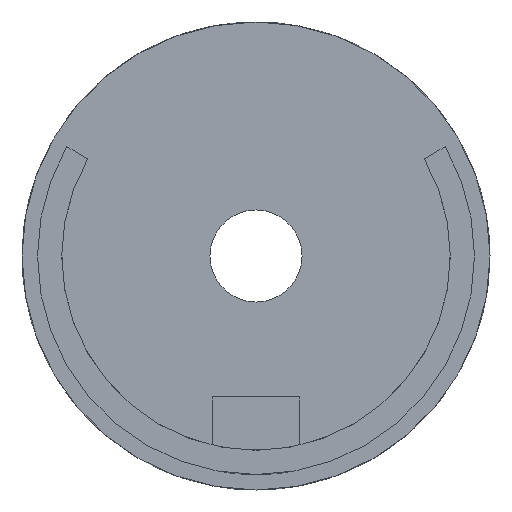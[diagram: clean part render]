
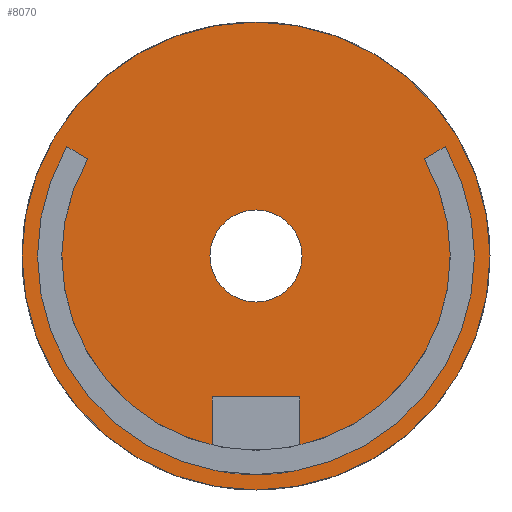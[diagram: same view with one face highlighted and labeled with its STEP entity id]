
A CAD part, front view. The second image highlights one B-rep face of the part: STEP entity #8070.
In plain terms, the highlighted planar face has unit normal (0, -1, 0).
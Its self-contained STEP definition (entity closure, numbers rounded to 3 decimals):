
#23 = VERTEX_POINT ( 'NONE', #3925 ) ;
#123 = EDGE_CURVE ( 'NONE', #10940, #23, #4000, .T. ) ;
#225 = VECTOR ( 'NONE', #4979, 1000. ) ;
#518 = ORIENTED_EDGE ( 'NONE', *, *, #123, .F. ) ;
#631 = CIRCLE ( 'NONE', #12107, 4.75 ) ;
#798 = CIRCLE ( 'NONE', #12221, 20.05 ) ;
#904 = CARTESIAN_POINT ( 'NONE',  ( -19.529, 0., 11.275 ) ) ;
#930 = CARTESIAN_POINT ( 'NONE',  ( 17.364, 0., 10.025 ) ) ;
#932 = EDGE_CURVE ( 'NONE', #11641, #5609, #3307, .T. ) ;
#1004 = VERTEX_POINT ( 'NONE', #930 ) ;
#1039 = VERTEX_POINT ( 'NONE', #12618 ) ;
#1169 = EDGE_CURVE ( 'NONE', #5609, #2551, #9271, .T. ) ;
#1563 = AXIS2_PLACEMENT_3D ( 'NONE', #13020, #5344, #1994 ) ;
#1851 = DIRECTION ( 'NONE',  ( 0., 1., 0. ) ) ;
#1854 = CARTESIAN_POINT ( 'NONE',  ( 0., 0., 0. ) ) ;
#1917 = CIRCLE ( 'NONE', #6153, 24.15 ) ;
#1929 = CIRCLE ( 'NONE', #13550, 24.15 ) ;
#1994 = DIRECTION ( 'NONE',  ( 0., 0., -1. ) ) ;
#2090 = CARTESIAN_POINT ( 'NONE',  ( -4.5, 0., -19.538 ) ) ;
#2094 = CARTESIAN_POINT ( 'NONE',  ( 0., 0., -4.75 ) ) ;
#2429 = EDGE_CURVE ( 'NONE', #1004, #8675, #6076, .T. ) ;
#2551 = VERTEX_POINT ( 'NONE', #2090 ) ;
#2581 = DIRECTION ( 'NONE',  ( 0., 0., -1. ) ) ;
#2665 = AXIS2_PLACEMENT_3D ( 'NONE', #1854, #13742, #7196 ) ;
#2887 = EDGE_LOOP ( 'NONE', ( #4502, #13323 ) ) ;
#2921 = FACE_BOUND ( 'NONE', #2887, .T. ) ;
#3206 = DIRECTION ( 'NONE',  ( 0., 0., -1. ) ) ;
#3307 = LINE ( 'NONE', #12919, #13704 ) ;
#3925 = CARTESIAN_POINT ( 'NONE',  ( 19.529, 0., 11.275 ) ) ;
#3954 = FACE_BOUND ( 'NONE', #13143, .T. ) ;
#4000 = CIRCLE ( 'NONE', #1563, 22.55 ) ;
#4012 = EDGE_CURVE ( 'NONE', #8675, #11641, #11195, .T. ) ;
#4057 = LINE ( 'NONE', #904, #9517 ) ;
#4195 = DIRECTION ( 'NONE',  ( 0., 0., 1. ) ) ;
#4229 = AXIS2_PLACEMENT_3D ( 'NONE', #13878, #1851, #4195 ) ;
#4389 = CARTESIAN_POINT ( 'NONE',  ( -19.529, 0., 11.275 ) ) ;
#4433 = VERTEX_POINT ( 'NONE', #11586 ) ;
#4502 = ORIENTED_EDGE ( 'NONE', *, *, #11483, .F. ) ;
#4689 = VERTEX_POINT ( 'NONE', #6119 ) ;
#4816 = VERTEX_POINT ( 'NONE', #2094 ) ;
#4827 = CARTESIAN_POINT ( 'NONE',  ( 17.364, 0., 10.025 ) ) ;
#4909 = DIRECTION ( 'NONE',  ( 0., 1., 0. ) ) ;
#4979 = DIRECTION ( 'NONE',  ( 0., 0., 1. ) ) ;
#4998 = ORIENTED_EDGE ( 'NONE', *, *, #6499, .F. ) ;
#5235 = ORIENTED_EDGE ( 'NONE', *, *, #4012, .F. ) ;
#5344 = DIRECTION ( 'NONE',  ( 0., -1., 0. ) ) ;
#5493 = LINE ( 'NONE', #4827, #13677 ) ;
#5591 = EDGE_CURVE ( 'NONE', #4433, #5985, #1929, .T. ) ;
#5609 = VERTEX_POINT ( 'NONE', #11542 ) ;
#5710 = AXIS2_PLACEMENT_3D ( 'NONE', #11886, #9747, #3206 ) ;
#5985 = VERTEX_POINT ( 'NONE', #13371 ) ;
#6064 = DIRECTION ( 'NONE',  ( 0., 1., 0. ) ) ;
#6076 = CIRCLE ( 'NONE', #2665, 20.05 ) ;
#6119 = CARTESIAN_POINT ( 'NONE',  ( -17.364, 0., 10.025 ) ) ;
#6153 = AXIS2_PLACEMENT_3D ( 'NONE', #10394, #4909, #7228 ) ;
#6351 = CARTESIAN_POINT ( 'NONE',  ( -4.5, 0., -21.05 ) ) ;
#6469 = CARTESIAN_POINT ( 'NONE',  ( 4.5, 0., -14.55 ) ) ;
#6499 = EDGE_CURVE ( 'NONE', #5985, #4433, #1917, .T. ) ;
#6635 = ORIENTED_EDGE ( 'NONE', *, *, #12244, .F. ) ;
#7196 = DIRECTION ( 'NONE',  ( 0., 0., -1. ) ) ;
#7228 = DIRECTION ( 'NONE',  ( 0., 0., 1. ) ) ;
#7423 = PLANE ( 'NONE',  #4229 ) ;
#7772 = EDGE_CURVE ( 'NONE', #1039, #4816, #8225, .T. ) ;
#7870 = EDGE_CURVE ( 'NONE', #23, #1004, #5493, .T. ) ;
#8070 = ADVANCED_FACE ( 'NONE', ( #2921, #14185, #3954 ), #7423, .F. ) ;
#8201 = CARTESIAN_POINT ( 'NONE',  ( 0., 0., 0. ) ) ;
#8207 = CARTESIAN_POINT ( 'NONE',  ( 0., 0., 0. ) ) ;
#8225 = CIRCLE ( 'NONE', #5710, 4.75 ) ;
#8596 = ORIENTED_EDGE ( 'NONE', *, *, #5591, .F. ) ;
#8675 = VERTEX_POINT ( 'NONE', #13993 ) ;
#9265 = DIRECTION ( 'NONE',  ( 0., 1., 0. ) ) ;
#9271 = LINE ( 'NONE', #6351, #13531 ) ;
#9303 = CARTESIAN_POINT ( 'NONE',  ( 0., 0., 0. ) ) ;
#9517 = VECTOR ( 'NONE', #10707, 1000. ) ;
#9747 = DIRECTION ( 'NONE',  ( 0., -1., 0. ) ) ;
#9815 = ORIENTED_EDGE ( 'NONE', *, *, #932, .F. ) ;
#10394 = CARTESIAN_POINT ( 'NONE',  ( 0., 0., 0. ) ) ;
#10707 = DIRECTION ( 'NONE',  ( -0.866, 0., 0.5 ) ) ;
#10940 = VERTEX_POINT ( 'NONE', #4389 ) ;
#11195 = LINE ( 'NONE', #13847, #225 ) ;
#11483 = EDGE_CURVE ( 'NONE', #4816, #1039, #631, .T. ) ;
#11542 = CARTESIAN_POINT ( 'NONE',  ( -4.5, 0., -14.55 ) ) ;
#11586 = CARTESIAN_POINT ( 'NONE',  ( 0., 0., 24.15 ) ) ;
#11641 = VERTEX_POINT ( 'NONE', #6469 ) ;
#11886 = CARTESIAN_POINT ( 'NONE',  ( 0., 0., 0. ) ) ;
#12085 = DIRECTION ( 'NONE',  ( 0., 0., -1. ) ) ;
#12107 = AXIS2_PLACEMENT_3D ( 'NONE', #8201, #13627, #12453 ) ;
#12221 = AXIS2_PLACEMENT_3D ( 'NONE', #8207, #9265, #2581 ) ;
#12244 = EDGE_CURVE ( 'NONE', #2551, #4689, #798, .T. ) ;
#12453 = DIRECTION ( 'NONE',  ( 0., 0., -1. ) ) ;
#12585 = DIRECTION ( 'NONE',  ( 0., 0., 1. ) ) ;
#12618 = CARTESIAN_POINT ( 'NONE',  ( 0., 0., 4.75 ) ) ;
#12757 = ORIENTED_EDGE ( 'NONE', *, *, #12796, .F. ) ;
#12796 = EDGE_CURVE ( 'NONE', #4689, #10940, #4057, .T. ) ;
#12919 = CARTESIAN_POINT ( 'NONE',  ( -4.5, 0., -14.55 ) ) ;
#13020 = CARTESIAN_POINT ( 'NONE',  ( 0., 0., 0. ) ) ;
#13143 = EDGE_LOOP ( 'NONE', ( #13629, #9815, #5235, #13776, #13660, #518, #12757, #6635 ) ) ;
#13323 = ORIENTED_EDGE ( 'NONE', *, *, #7772, .F. ) ;
#13371 = CARTESIAN_POINT ( 'NONE',  ( 0., 0., -24.15 ) ) ;
#13454 = DIRECTION ( 'NONE',  ( -0.866, 0., -0.5 ) ) ;
#13531 = VECTOR ( 'NONE', #12085, 1000. ) ;
#13550 = AXIS2_PLACEMENT_3D ( 'NONE', #9303, #6064, #12585 ) ;
#13627 = DIRECTION ( 'NONE',  ( 0., -1., 0. ) ) ;
#13629 = ORIENTED_EDGE ( 'NONE', *, *, #1169, .F. ) ;
#13660 = ORIENTED_EDGE ( 'NONE', *, *, #7870, .F. ) ;
#13677 = VECTOR ( 'NONE', #13454, 1000. ) ;
#13704 = VECTOR ( 'NONE', #14022, 1000. ) ;
#13742 = DIRECTION ( 'NONE',  ( 0., 1., 0. ) ) ;
#13776 = ORIENTED_EDGE ( 'NONE', *, *, #2429, .F. ) ;
#13847 = CARTESIAN_POINT ( 'NONE',  ( 4.5, 0., -14.55 ) ) ;
#13878 = CARTESIAN_POINT ( 'NONE',  ( 0., 0., 0. ) ) ;
#13890 = EDGE_LOOP ( 'NONE', ( #4998, #8596 ) ) ;
#13993 = CARTESIAN_POINT ( 'NONE',  ( 4.5, 0., -19.538 ) ) ;
#14022 = DIRECTION ( 'NONE',  ( -1., 0., 0. ) ) ;
#14185 = FACE_OUTER_BOUND ( 'NONE', #13890, .T. ) ;
